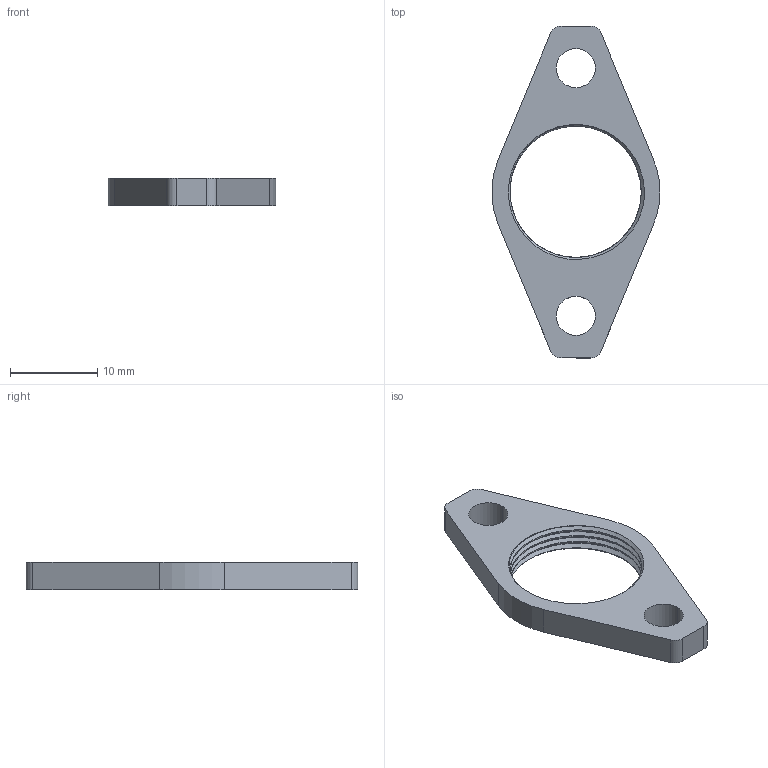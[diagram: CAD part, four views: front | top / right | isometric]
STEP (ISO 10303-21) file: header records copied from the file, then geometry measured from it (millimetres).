
FILE_DESCRIPTION (( 'STEP AP214' ), '1' );
FILE_NAME ('Micro Motor flange v01.STEP', '2010-09-22T18:31:02', ( ' ' ), ( ' ' ), 'SwSTEP 2.0', 'SolidWorks 2005339', '' );
FILE_SCHEMA (( 'AUTOMOTIVE_DESIGN' ));
Length unit declared in the file: inch
Products named in the file (1): Micro Motor flange v01
Bounding box: 19.27 x 38.1 x 3.17 mm (x, y, z)
Volume: 867.2 mm3; surface area: 1126.3 mm2
Topology: 1 solids, 1 shells, 34 faces, 96 edges, 64 vertices
Faces by surface type: cylinder 20, plane 9, cone 3, bspline 2
Entity records: 1996 total; most frequent: CARTESIAN_POINT 1132, ORIENTED_EDGE 192, DIRECTION 161, EDGE_CURVE 96, VERTEX_POINT 64, AXIS2_PLACEMENT_3D 62, EDGE_LOOP 40, VECTOR 37
